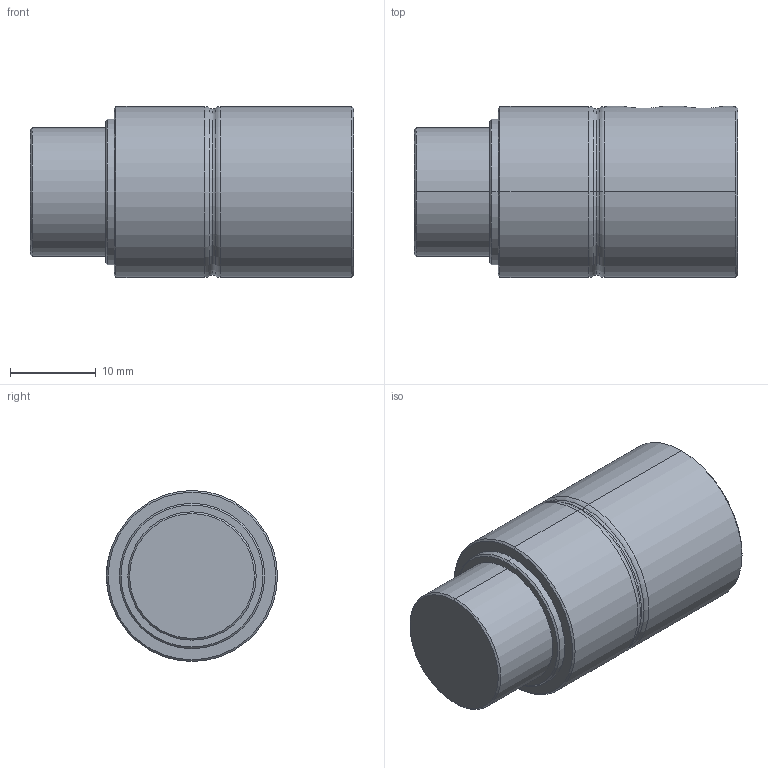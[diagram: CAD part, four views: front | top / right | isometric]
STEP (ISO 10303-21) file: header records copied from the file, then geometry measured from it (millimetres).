
FILE_DESCRIPTION (( 'STEP AP214' ), '1' );
FILE_NAME ('Drive Wheel.STEP', '2023-07-06T05:20:49', ( '' ), ( '' ), 'SwSTEP 2.0', 'SolidWorks 2021', '' );
FILE_SCHEMA (( 'AUTOMOTIVE_DESIGN' ));
Length unit declared in the file: millimetre
Products named in the file (1): Drive Wheel
Bounding box: 37.8 x 20 x 20 mm (x, y, z)
Volume: 9607.4 mm3; surface area: 3328.2 mm2
Topology: 1 solids, 1 shells, 42 faces, 88 edges, 49 vertices
Faces by surface type: cone 16, cylinder 14, torus 8, plane 4
Entity records: 1428 total; most frequent: CARTESIAN_POINT 394, DIRECTION 212, ORIENTED_EDGE 172, AXIS2_PLACEMENT_3D 91, EDGE_CURVE 86, VERTEX_POINT 49, EDGE_LOOP 49, CIRCLE 48
